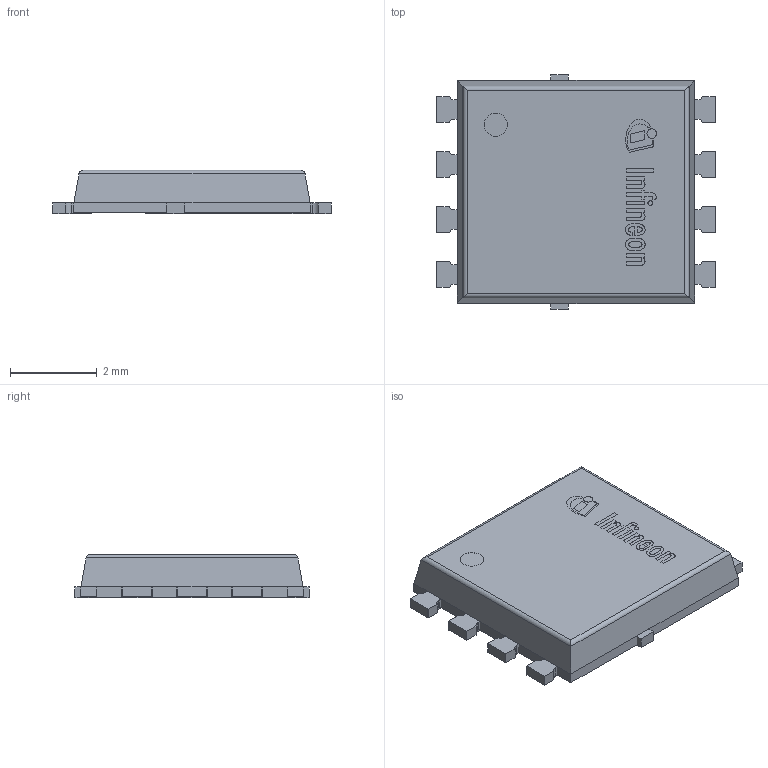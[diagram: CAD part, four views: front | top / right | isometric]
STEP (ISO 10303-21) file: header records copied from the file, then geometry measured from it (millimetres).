
FILE_DESCRIPTION(/* description */ (''),/* implementation_level */ '2;1');
FILE_NAME(/* name */ 'PG-TDSON-8-33_Z8B00173969_V03_3D.stp',/* time_stamp */ '2021-08-17T19:11:37+06:00',/* author */ ('janartha'),/* organization */ (''),/* preprocessor_version */ 'ST-DEVELOPER v16.13',/* originating_system */ 'AutoCAD Mechanical',/* authorisation */ '');
FILE_SCHEMA (('AUTOMOTIVE_DESIGN { 1 0 10303 214 3 1 1 }'));
Length unit declared in the file: millimetre
Products named in the file (1): Product
Bounding box: 6.44 x 5.41 x 1 mm (x, y, z)
Volume: 31.3 mm3; surface area: 124.3 mm2
Topology: 17 solids, 17 shells, 264 faces, 679 edges, 450 vertices
Faces by surface type: plane 196, cylinder 50, bspline 18
Full cylindrical faces by diameter (mm): 0.107 x1, 0.219 x1, 0.535 x2
Entity records: 8137 total; most frequent: CARTESIAN_POINT 1760, ORIENTED_EDGE 1350, DIRECTION 1229, EDGE_CURVE 675, LINE 543, VECTOR 543, VERTEX_POINT 450, AXIS2_PLACEMENT_3D 343
